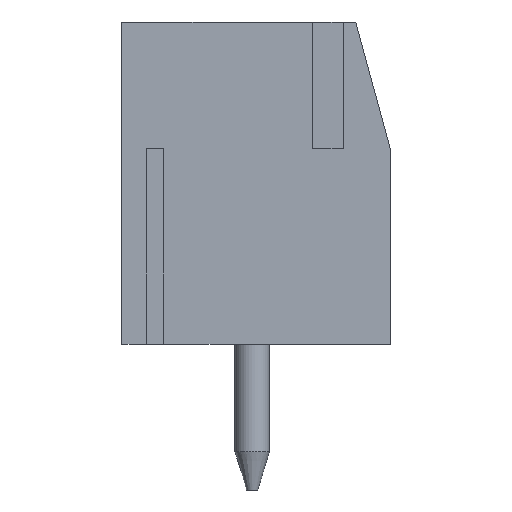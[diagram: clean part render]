
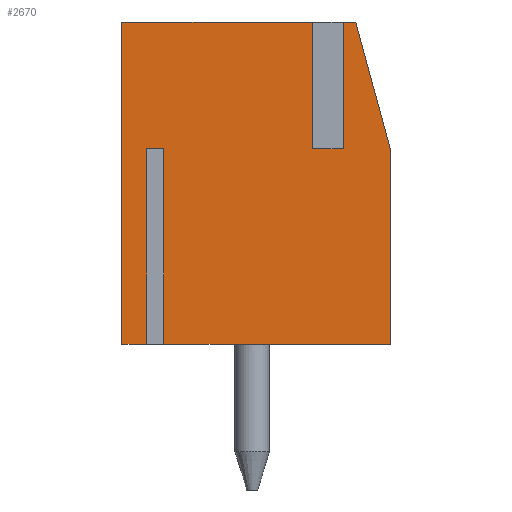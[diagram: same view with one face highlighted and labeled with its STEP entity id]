
A CAD part, left-side view. The second image highlights one B-rep face of the part: STEP entity #2670.
In plain terms, the highlighted planar face has unit normal (-1, 0, 0).
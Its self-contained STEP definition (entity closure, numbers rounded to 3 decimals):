
#208=ORIENTED_EDGE('',*,*,#938,.T.);
#209=ORIENTED_EDGE('',*,*,#960,.T.);
#210=ORIENTED_EDGE('',*,*,#961,.F.);
#211=ORIENTED_EDGE('',*,*,#962,.F.);
#212=ORIENTED_EDGE('',*,*,#958,.T.);
#213=ORIENTED_EDGE('',*,*,#963,.T.);
#214=ORIENTED_EDGE('',*,*,#964,.T.);
#215=ORIENTED_EDGE('',*,*,#965,.T.);
#216=ORIENTED_EDGE('',*,*,#966,.F.);
#217=ORIENTED_EDGE('',*,*,#967,.F.);
#218=ORIENTED_EDGE('',*,*,#968,.T.);
#219=ORIENTED_EDGE('',*,*,#969,.T.);
#220=ORIENTED_EDGE('',*,*,#970,.T.);
#938=EDGE_CURVE('',#1315,#1314,#1571,.T.);
#958=EDGE_CURVE('',#1335,#1334,#1588,.T.);
#960=EDGE_CURVE('',#1314,#1336,#1590,.T.);
#961=EDGE_CURVE('',#1337,#1336,#1591,.T.);
#962=EDGE_CURVE('',#1335,#1337,#1592,.T.);
#963=EDGE_CURVE('',#1334,#1338,#1593,.T.);
#964=EDGE_CURVE('',#1338,#1339,#1594,.F.);
#965=EDGE_CURVE('',#1339,#1340,#1595,.T.);
#966=EDGE_CURVE('',#1341,#1340,#1596,.T.);
#967=EDGE_CURVE('',#1342,#1341,#1597,.T.);
#968=EDGE_CURVE('',#1342,#1343,#1598,.T.);
#969=EDGE_CURVE('',#1343,#1344,#1599,.T.);
#970=EDGE_CURVE('',#1344,#1315,#1600,.T.);
#1314=VERTEX_POINT('',#4057);
#1315=VERTEX_POINT('',#4059);
#1334=VERTEX_POINT('',#4097);
#1335=VERTEX_POINT('',#4099);
#1336=VERTEX_POINT('',#4103);
#1337=VERTEX_POINT('',#4105);
#1338=VERTEX_POINT('',#4108);
#1339=VERTEX_POINT('',#4110);
#1340=VERTEX_POINT('',#4112);
#1341=VERTEX_POINT('',#4114);
#1342=VERTEX_POINT('',#4116);
#1343=VERTEX_POINT('',#4118);
#1344=VERTEX_POINT('',#4120);
#1571=LINE('',#4058,#1868);
#1588=LINE('',#4098,#1885);
#1590=LINE('',#4102,#1887);
#1591=LINE('',#4104,#1888);
#1592=LINE('',#4106,#1889);
#1593=LINE('',#4107,#1890);
#1594=LINE('',#4109,#1891);
#1595=LINE('',#4111,#1892);
#1596=LINE('',#4113,#1893);
#1597=LINE('',#4115,#1894);
#1598=LINE('',#4117,#1895);
#1599=LINE('',#4119,#1896);
#1600=LINE('',#4121,#1897);
#1868=VECTOR('',#3280,1000.);
#1885=VECTOR('',#3303,1000.);
#1887=VECTOR('',#3307,1000.);
#1888=VECTOR('',#3308,1000.);
#1889=VECTOR('',#3309,1000.);
#1890=VECTOR('',#3310,1000.);
#1891=VECTOR('',#3311,1000.);
#1892=VECTOR('',#3312,1000.);
#1893=VECTOR('',#3313,1000.);
#1894=VECTOR('',#3314,1000.);
#1895=VECTOR('',#3315,1000.);
#1896=VECTOR('',#3316,1000.);
#1897=VECTOR('',#3317,1000.);
#2164=EDGE_LOOP('',(#208,#209,#210,#211,#212,#213,#214,#215,#216,#217,#218,
#219,#220));
#2359=FACE_BOUND('',#2164,.T.);
#2554=PLANE('',#3039);
#2670=ADVANCED_FACE('',(#2359),#2554,.T.);
#3039=AXIS2_PLACEMENT_3D('',#4101,#3305,#3306);
#3280=DIRECTION('',(0.,-1.,0.));
#3303=DIRECTION('',(0.,-1.,0.));
#3305=DIRECTION('',(-1.,0.,0.));
#3306=DIRECTION('',(0.,0.,1.));
#3307=DIRECTION('',(0.,0.,1.));
#3308=DIRECTION('',(0.,1.,0.));
#3309=DIRECTION('',(0.,0.,1.));
#3310=DIRECTION('',(0.,0.,1.));
#3311=DIRECTION('',(0.,-0.263,-0.965));
#3312=DIRECTION('',(0.,1.,0.));
#3313=DIRECTION('',(0.,0.,1.));
#3314=DIRECTION('',(0.,-1.,0.));
#3315=DIRECTION('',(0.,0.,1.));
#3316=DIRECTION('',(0.,1.,0.));
#3317=DIRECTION('',(0.,0.,-1.));
#4057=CARTESIAN_POINT('',(-5.25,2.85,-4.2));
#4058=CARTESIAN_POINT('',(-5.25,3.5,-4.2));
#4059=CARTESIAN_POINT('',(-5.25,3.5,-4.2));
#4097=CARTESIAN_POINT('',(-5.25,-3.5,-4.2));
#4098=CARTESIAN_POINT('',(-5.25,3.5,-4.2));
#4099=CARTESIAN_POINT('',(-5.25,2.4,-4.2));
#4101=CARTESIAN_POINT('',(-5.25,0.,0.));
#4102=CARTESIAN_POINT('',(-5.25,2.85,-4.2));
#4103=CARTESIAN_POINT('',(-5.25,2.85,0.9));
#4104=CARTESIAN_POINT('',(-5.25,2.4,0.9));
#4105=CARTESIAN_POINT('',(-5.25,2.4,0.9));
#4106=CARTESIAN_POINT('',(-5.25,2.4,-4.2));
#4107=CARTESIAN_POINT('',(-5.25,-3.5,-4.2));
#4108=CARTESIAN_POINT('',(-5.25,-3.5,0.9));
#4109=CARTESIAN_POINT('',(-5.25,-3.486,0.951));
#4110=CARTESIAN_POINT('',(-5.25,-2.6,4.2));
#4111=CARTESIAN_POINT('',(-5.25,-3.5,4.2));
#4112=CARTESIAN_POINT('',(-5.25,-2.2,4.2));
#4113=CARTESIAN_POINT('',(-5.25,-2.2,0.9));
#4114=CARTESIAN_POINT('',(-5.25,-2.2,0.9));
#4115=CARTESIAN_POINT('',(-5.25,-1.55,0.9));
#4116=CARTESIAN_POINT('',(-5.25,-1.55,0.9));
#4117=CARTESIAN_POINT('',(-5.25,-1.55,0.9));
#4118=CARTESIAN_POINT('',(-5.25,-1.55,4.2));
#4119=CARTESIAN_POINT('',(-5.25,-3.5,4.2));
#4120=CARTESIAN_POINT('',(-5.25,3.5,4.2));
#4121=CARTESIAN_POINT('',(-5.25,3.5,4.2));
